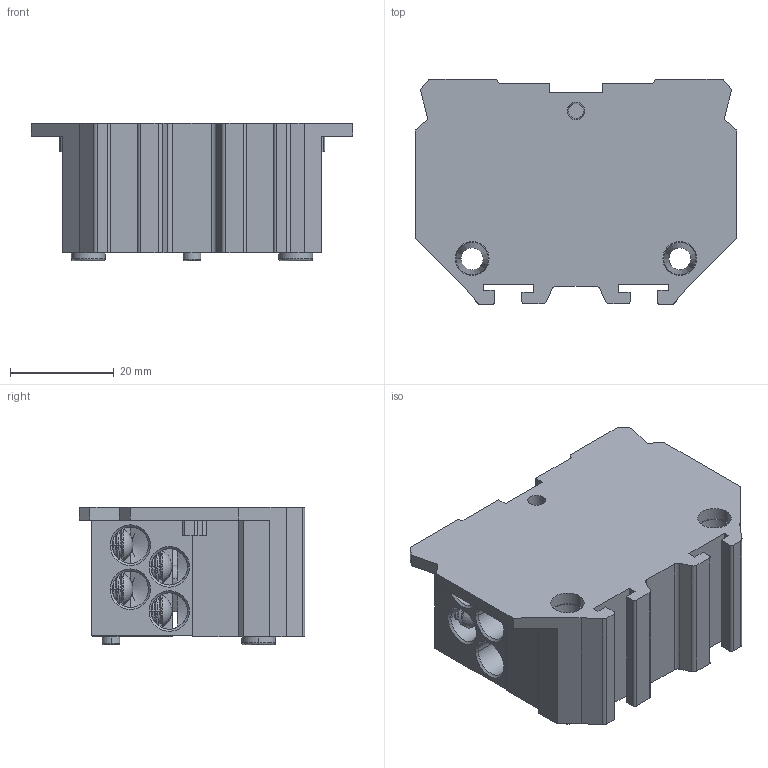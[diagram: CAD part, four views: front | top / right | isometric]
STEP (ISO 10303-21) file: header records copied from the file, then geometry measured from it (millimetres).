
FILE_DESCRIPTION((''),'2;1');
FILE_NAME('ASM0001_ASM','2023-02-27T',('Administrator'),(''),'PRO/ENGINEER BY PARAMETRIC TECHNOLOGY CORPORATION, 2013230','PRO/ENGINEER BY PARAMETRIC TECHNOLOGY CORPORATION, 2013230','');
FILE_SCHEMA(('CONFIG_CONTROL_DESIGN'));
Length unit declared in the file: millimetre
Products named in the file (6): PRT0002; PRT0003; PRT0004; PRT0005; PRT0006; ASM0001_ASM
Assembly tree (8 placements, depth 2):
  ASM0001_ASM
    PRT0002
    PRT0003
    PRT0004  x4
    PRT0005
    PRT0006
Bounding box: 62 x 43.5 x 26.5 mm (x, y, z)
Volume: 34222.6 mm3; surface area: 19128.7 mm2
Topology: 8 solids, 8 shells, 487 faces, 1376 edges, 888 vertices
Faces by surface type: plane 190, cylinder 171, bspline 68, cone 40, sphere 12, torus 6
Entity records: 21571 total; most frequent: CARTESIAN_POINT 12699, ORIENTED_EDGE 2028, DIRECTION 1534, EDGE_CURVE 1014, VERTEX_POINT 675, AXIS2_PLACEMENT_3D 530, VECTOR 474, LINE 474
